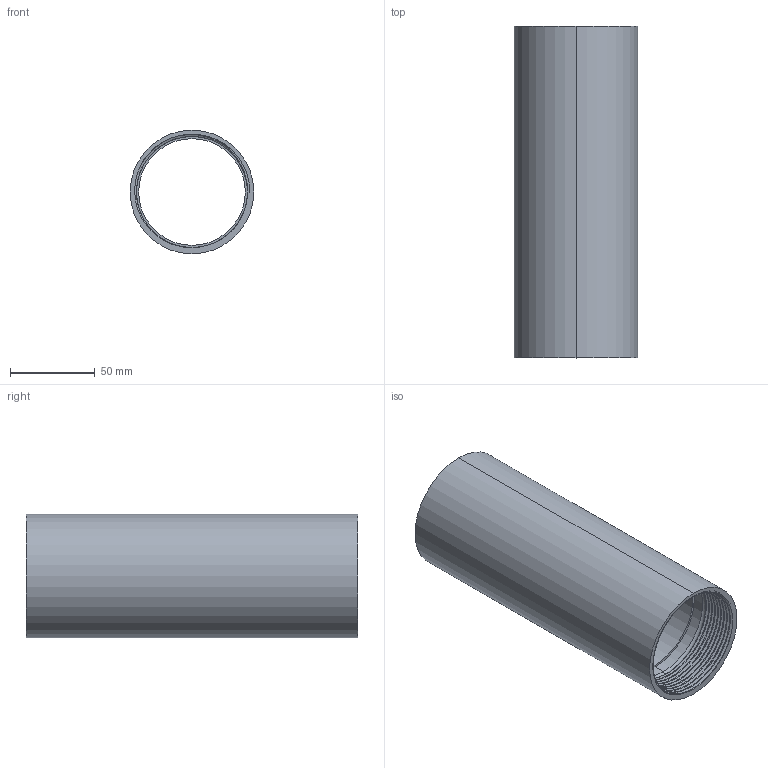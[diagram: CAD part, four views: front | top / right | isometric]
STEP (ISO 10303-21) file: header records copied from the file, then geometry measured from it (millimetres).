
FILE_DESCRIPTION (( 'STEP AP214' ), '1' );
FILE_NAME ('tubo.STEP', '2022-07-22T01:30:49', ( '' ), ( '' ), 'SwSTEP 2.0', 'SolidWorks 2021', '' );
FILE_SCHEMA (( 'AUTOMOTIVE_DESIGN' ));
Length unit declared in the file: millimetre
Products named in the file (1): tubo
Bounding box: 73 x 196 x 73 mm (x, y, z)
Volume: 190738 mm3; surface area: 91560.1 mm2
Topology: 1 solids, 1 shells, 54 faces, 153 edges, 102 vertices
Faces by surface type: cylinder 39, bspline 6, plane 5, torus 4
Entity records: 10512 total; most frequent: CARTESIAN_POINT 9305, ORIENTED_EDGE 306, DIRECTION 177, EDGE_CURVE 153, VERTEX_POINT 102, AXIS2_PLACEMENT_3D 70, EDGE_LOOP 57, ADVANCED_FACE 54
